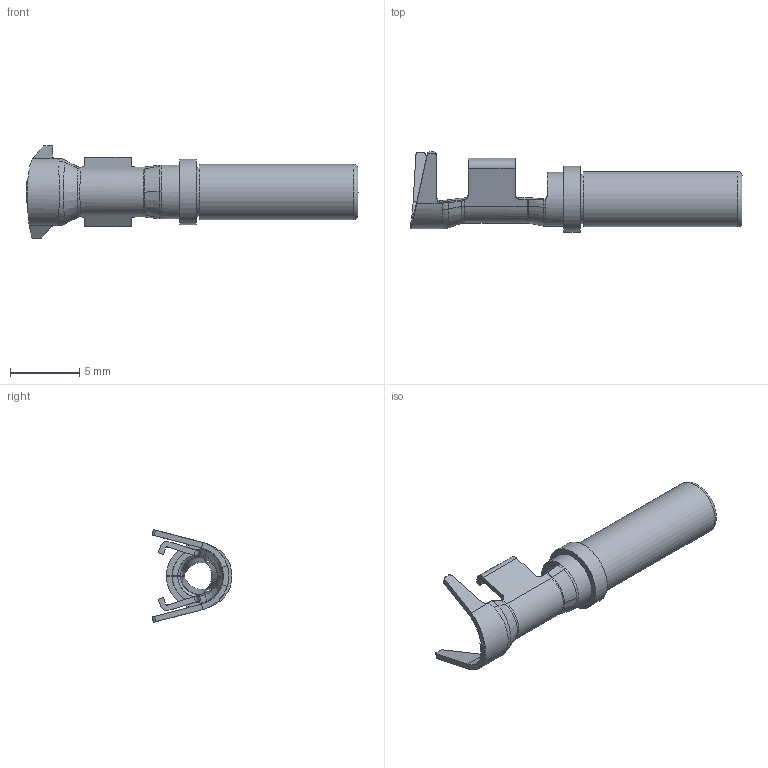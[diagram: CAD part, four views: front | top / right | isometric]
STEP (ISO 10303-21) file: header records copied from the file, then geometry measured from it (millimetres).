
FILE_DESCRIPTION(/* description */ (''),/* implementation_level */ '2;1');
FILE_NAME(/* name */ 'AT62-12-01XX.stp',/* time_stamp */ '2016-10-12T10:43:30+02:00',/* author */ (''),/* organization */ (''),/* preprocessor_version */ 'ST-DEVELOPER v15',/* originating_system */ 'SIEMENS PLM Software NX 9.0',/* authorisation */ '');
FILE_SCHEMA (('CONFIG_CONTROL_DESIGN'));
Length unit declared in the file: millimetre
Products named in the file (1): at62-12-01xxnxs001-01
Bounding box: 24.02 x 5.79 x 6.71 mm (x, y, z)
Volume: 113.2 mm3; surface area: 679.5 mm2
Topology: 1 solids, 1 shells, 228 faces, 562 edges, 335 vertices
Faces by surface type: bspline 79, plane 73, cylinder 51, torus 13, cone 12
Full cylindrical faces by diameter (mm): 3.53 x1, 4 x1
Entity records: 9525 total; most frequent: CARTESIAN_POINT 4594, ORIENTED_EDGE 1106, DIRECTION 868, EDGE_CURVE 553, VERTEX_POINT 333, AXIS2_PLACEMENT_3D 315, LINE 238, VECTOR 238
